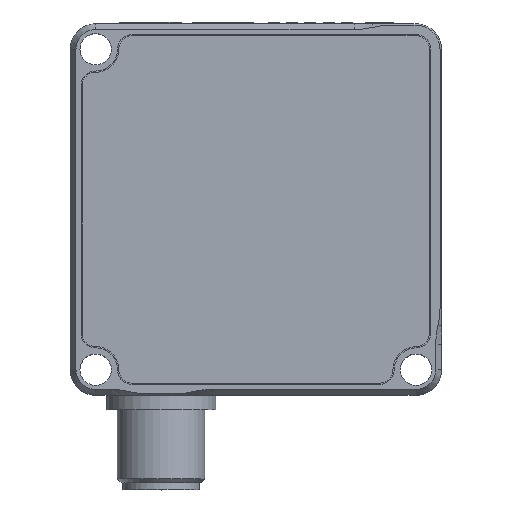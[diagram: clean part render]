
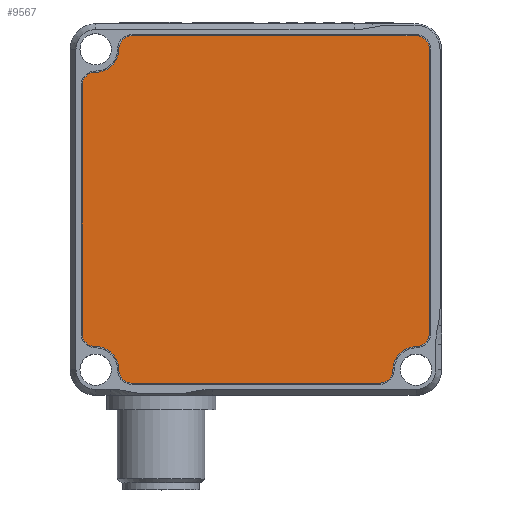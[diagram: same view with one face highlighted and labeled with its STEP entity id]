
A CAD part, top view. The second image highlights one B-rep face of the part: STEP entity #9567.
In plain terms, the highlighted planar face has unit normal (0, 0, 1).
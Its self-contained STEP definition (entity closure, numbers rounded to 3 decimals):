
#342=CIRCLE('',#10297,1.841);
#343=CIRCLE('',#10299,3.17);
#344=CIRCLE('',#10301,1.832);
#345=CIRCLE('',#10304,1.832);
#346=CIRCLE('',#10306,3.174);
#347=CIRCLE('',#10308,1.834);
#348=CIRCLE('',#10311,1.832);
#349=CIRCLE('',#10313,3.174);
#350=CIRCLE('',#10315,1.832);
#351=CIRCLE('',#10318,1.838);
#551=PLANE('',#10320);
#994=FACE_OUTER_BOUND('',#1533,.T.);
#1533=EDGE_LOOP('',(#7083,#7084,#7085,#7086,#7087,#7088,#7089,#7090,#7091,
#7092,#7093,#7094,#7095,#7096));
#2203=LINE('',#14261,#3143);
#2208=LINE('',#14277,#3148);
#2213=LINE('',#14293,#3153);
#2218=LINE('',#14309,#3158);
#3143=VECTOR('',#11755,10.);
#3148=VECTOR('',#11774,10.);
#3153=VECTOR('',#11793,10.);
#3158=VECTOR('',#11812,10.);
#4187=VERTEX_POINT('',#14258);
#4188=VERTEX_POINT('',#14260);
#4189=VERTEX_POINT('',#14264);
#4190=VERTEX_POINT('',#14268);
#4191=VERTEX_POINT('',#14272);
#4192=VERTEX_POINT('',#14276);
#4193=VERTEX_POINT('',#14280);
#4194=VERTEX_POINT('',#14284);
#4195=VERTEX_POINT('',#14288);
#4196=VERTEX_POINT('',#14292);
#4197=VERTEX_POINT('',#14296);
#4198=VERTEX_POINT('',#14300);
#4199=VERTEX_POINT('',#14304);
#4200=VERTEX_POINT('',#14308);
#5237=EDGE_CURVE('',#4188,#4187,#2203,.T.);
#5239=EDGE_CURVE('',#4189,#4188,#342,.T.);
#5241=EDGE_CURVE('',#4190,#4189,#343,.T.);
#5243=EDGE_CURVE('',#4191,#4190,#344,.T.);
#5245=EDGE_CURVE('',#4192,#4191,#2208,.T.);
#5247=EDGE_CURVE('',#4193,#4192,#345,.T.);
#5249=EDGE_CURVE('',#4194,#4193,#346,.T.);
#5251=EDGE_CURVE('',#4195,#4194,#347,.T.);
#5253=EDGE_CURVE('',#4196,#4195,#2213,.T.);
#5255=EDGE_CURVE('',#4197,#4196,#348,.T.);
#5257=EDGE_CURVE('',#4198,#4197,#349,.T.);
#5259=EDGE_CURVE('',#4199,#4198,#350,.T.);
#5261=EDGE_CURVE('',#4200,#4199,#2218,.T.);
#5263=EDGE_CURVE('',#4187,#4200,#351,.T.);
#7083=ORIENTED_EDGE('',*,*,#5263,.T.);
#7084=ORIENTED_EDGE('',*,*,#5261,.T.);
#7085=ORIENTED_EDGE('',*,*,#5259,.T.);
#7086=ORIENTED_EDGE('',*,*,#5257,.T.);
#7087=ORIENTED_EDGE('',*,*,#5255,.T.);
#7088=ORIENTED_EDGE('',*,*,#5253,.T.);
#7089=ORIENTED_EDGE('',*,*,#5251,.T.);
#7090=ORIENTED_EDGE('',*,*,#5249,.T.);
#7091=ORIENTED_EDGE('',*,*,#5247,.T.);
#7092=ORIENTED_EDGE('',*,*,#5245,.T.);
#7093=ORIENTED_EDGE('',*,*,#5243,.T.);
#7094=ORIENTED_EDGE('',*,*,#5241,.T.);
#7095=ORIENTED_EDGE('',*,*,#5239,.T.);
#7096=ORIENTED_EDGE('',*,*,#5237,.T.);
#9567=ADVANCED_FACE('',(#994),#551,.T.);
#10297=AXIS2_PLACEMENT_3D('',#14265,#11759,#11760);
#10299=AXIS2_PLACEMENT_3D('',#14269,#11764,#11765);
#10301=AXIS2_PLACEMENT_3D('',#14273,#11769,#11770);
#10304=AXIS2_PLACEMENT_3D('',#14281,#11778,#11779);
#10306=AXIS2_PLACEMENT_3D('',#14285,#11783,#11784);
#10308=AXIS2_PLACEMENT_3D('',#14289,#11788,#11789);
#10311=AXIS2_PLACEMENT_3D('',#14297,#11797,#11798);
#10313=AXIS2_PLACEMENT_3D('',#14301,#11802,#11803);
#10315=AXIS2_PLACEMENT_3D('',#14305,#11807,#11808);
#10318=AXIS2_PLACEMENT_3D('',#14312,#11816,#11817);
#10320=AXIS2_PLACEMENT_3D('',#14314,#11820,#11821);
#11755=DIRECTION('',(0.,1.,0.));
#11759=DIRECTION('center_axis',(0.,0.,1.));
#11760=DIRECTION('ref_axis',(0.,1.,0.));
#11764=DIRECTION('center_axis',(0.,0.,-1.));
#11765=DIRECTION('ref_axis',(0.,1.,0.));
#11769=DIRECTION('center_axis',(0.,0.,1.));
#11770=DIRECTION('ref_axis',(0.,1.,0.));
#11774=DIRECTION('',(1.,0.,0.));
#11778=DIRECTION('center_axis',(0.,0.,1.));
#11779=DIRECTION('ref_axis',(1.,-0.01,0.));
#11783=DIRECTION('center_axis',(0.,0.,-1.));
#11784=DIRECTION('ref_axis',(1.,0.,0.));
#11788=DIRECTION('center_axis',(0.,0.,1.));
#11789=DIRECTION('ref_axis',(1.,0.003,0.));
#11793=DIRECTION('',(0.,-1.,0.));
#11797=DIRECTION('center_axis',(0.,0.,1.));
#11798=DIRECTION('ref_axis',(-0.01,-1.,0.));
#11802=DIRECTION('center_axis',(0.,0.,-1.));
#11803=DIRECTION('ref_axis',(0.,-1.,0.));
#11807=DIRECTION('center_axis',(0.,0.,1.));
#11808=DIRECTION('ref_axis',(0.,-1.,0.));
#11812=DIRECTION('',(-1.,0.,0.));
#11816=DIRECTION('center_axis',(0.,0.,1.));
#11817=DIRECTION('ref_axis',(-1.,0.007,0.));
#11820=DIRECTION('center_axis',(0.,0.,1.));
#11821=DIRECTION('ref_axis',(1.,0.,0.));
#14258=CARTESIAN_POINT('',(48.851,47.,16.4));
#14260=CARTESIAN_POINT('',(48.841,8.,16.4));
#14261=CARTESIAN_POINT('',(48.851,47.,16.4));
#14264=CARTESIAN_POINT('',(46.999,6.159,16.4));
#14265=CARTESIAN_POINT('Origin',(47.,8.,16.4));
#14268=CARTESIAN_POINT('',(43.828,3.,16.4));
#14269=CARTESIAN_POINT('Origin',(46.998,2.988,16.4));
#14272=CARTESIAN_POINT('',(41.996,1.15,16.4));
#14273=CARTESIAN_POINT('Origin',(41.996,2.982,16.4));
#14276=CARTESIAN_POINT('',(8.005,1.15,16.4));
#14277=CARTESIAN_POINT('',(41.996,1.15,16.4));
#14280=CARTESIAN_POINT('',(6.173,3.,16.4));
#14281=CARTESIAN_POINT('Origin',(8.005,2.982,16.4));
#14284=CARTESIAN_POINT('',(3.,6.172,16.4));
#14285=CARTESIAN_POINT('Origin',(2.999,2.999,16.4));
#14288=CARTESIAN_POINT('',(1.141,8.,16.4));
#14289=CARTESIAN_POINT('Origin',(2.976,8.006,16.4));
#14292=CARTESIAN_POINT('',(1.15,41.996,16.4));
#14293=CARTESIAN_POINT('',(1.141,8.,16.4));
#14296=CARTESIAN_POINT('',(3.,43.827,16.4));
#14297=CARTESIAN_POINT('Origin',(2.982,41.995,16.4));
#14300=CARTESIAN_POINT('',(6.173,47.,16.4));
#14301=CARTESIAN_POINT('Origin',(2.999,47.001,16.4));
#14304=CARTESIAN_POINT('',(8.005,48.85,16.4));
#14305=CARTESIAN_POINT('Origin',(8.005,47.019,16.4));
#14308=CARTESIAN_POINT('',(47.,48.85,16.4));
#14309=CARTESIAN_POINT('',(8.005,48.85,16.4));
#14312=CARTESIAN_POINT('Origin',(47.013,47.012,16.4));
#14314=CARTESIAN_POINT('Origin',(25.595,25.598,16.4));
